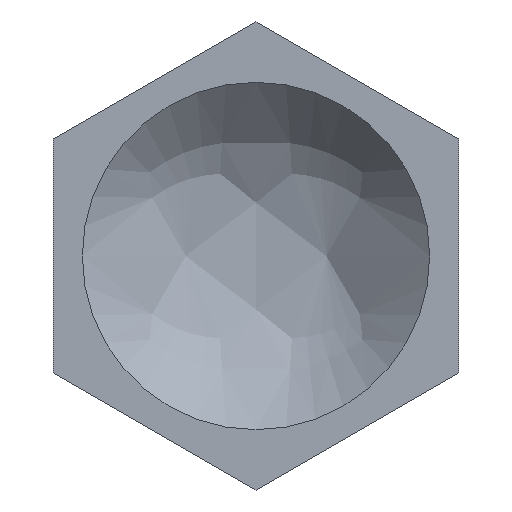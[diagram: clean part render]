
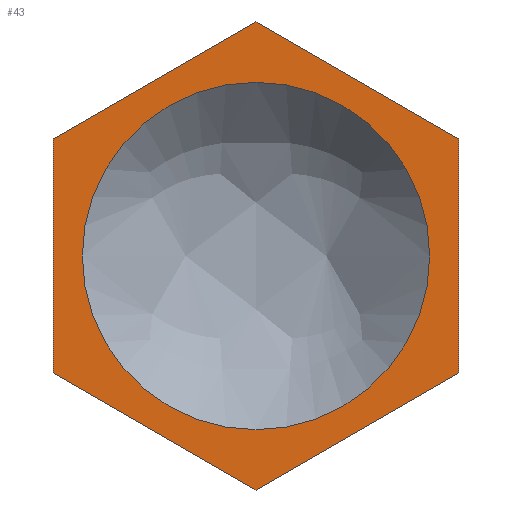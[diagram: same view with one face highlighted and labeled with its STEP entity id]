
A CAD part, front view. The second image highlights one B-rep face of the part: STEP entity #43.
In plain terms, the highlighted planar face has unit normal (0, -1, 0).
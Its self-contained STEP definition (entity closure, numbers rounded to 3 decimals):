
#10 = PLANE ( 'NONE',  #586 ) ;
#13 = CARTESIAN_POINT ( 'NONE',  ( 0., 14.5, 0. ) ) ;
#22 = DIRECTION ( 'NONE',  ( 0., 0., -1. ) ) ;
#25 = VECTOR ( 'NONE', #22, 1000. ) ;
#34 = CARTESIAN_POINT ( 'NONE',  ( 7., 14.5, 4.041 ) ) ;
#36 = CARTESIAN_POINT ( 'NONE',  ( 0., 14.5, 8.083 ) ) ;
#43 = ADVANCED_FACE ( 'NONE', ( #512, #131 ), #10, .F. ) ;
#52 = LINE ( 'NONE', #341, #357 ) ;
#55 = ORIENTED_EDGE ( 'NONE', *, *, #343, .F. ) ;
#63 = CIRCLE ( 'NONE', #498, 6. ) ;
#70 = CARTESIAN_POINT ( 'NONE',  ( 0., 14.5, -8.083 ) ) ;
#75 = EDGE_CURVE ( 'NONE', #91, #132, #637, .T. ) ;
#80 = VECTOR ( 'NONE', #496, 1000. ) ;
#82 = VERTEX_POINT ( 'NONE', #173 ) ;
#83 = VERTEX_POINT ( 'NONE', #107 ) ;
#90 = VECTOR ( 'NONE', #377, 1000. ) ;
#91 = VERTEX_POINT ( 'NONE', #476 ) ;
#92 = CARTESIAN_POINT ( 'NONE',  ( 0., 14.5, 0. ) ) ;
#100 = DIRECTION ( 'NONE',  ( 0., 0., 1. ) ) ;
#107 = CARTESIAN_POINT ( 'NONE',  ( 0., 14.5, -6. ) ) ;
#114 = LINE ( 'NONE', #381, #90 ) ;
#131 = FACE_OUTER_BOUND ( 'NONE', #307, .T. ) ;
#132 = VERTEX_POINT ( 'NONE', #70 ) ;
#143 = LINE ( 'NONE', #442, #80 ) ;
#154 = ORIENTED_EDGE ( 'NONE', *, *, #550, .T. ) ;
#169 = EDGE_CURVE ( 'NONE', #622, #91, #292, .T. ) ;
#171 = CARTESIAN_POINT ( 'NONE',  ( -7., 14.5, -4.041 ) ) ;
#173 = CARTESIAN_POINT ( 'NONE',  ( 7., 14.5, -4.041 ) ) ;
#190 = EDGE_CURVE ( 'NONE', #612, #622, #114, .T. ) ;
#205 = ORIENTED_EDGE ( 'NONE', *, *, #251, .T. ) ;
#212 = VECTOR ( 'NONE', #549, 1000. ) ;
#214 = VERTEX_POINT ( 'NONE', #34 ) ;
#228 = CIRCLE ( 'NONE', #249, 6. ) ;
#233 = CARTESIAN_POINT ( 'NONE',  ( 0., 14.5, 6. ) ) ;
#234 = CARTESIAN_POINT ( 'NONE',  ( -7., 14.5, 4.041 ) ) ;
#242 = DIRECTION ( 'NONE',  ( 0., -1., 0. ) ) ;
#249 = AXIS2_PLACEMENT_3D ( 'NONE', #447, #242, #100 ) ;
#251 = EDGE_CURVE ( 'NONE', #132, #82, #424, .T. ) ;
#262 = DIRECTION ( 'NONE',  ( 0., 0., 1. ) ) ;
#286 = ORIENTED_EDGE ( 'NONE', *, *, #416, .F. ) ;
#289 = DIRECTION ( 'NONE',  ( -0.866, 0., 0.5 ) ) ;
#292 = LINE ( 'NONE', #319, #25 ) ;
#293 = EDGE_LOOP ( 'NONE', ( #286, #55 ) ) ;
#294 = ORIENTED_EDGE ( 'NONE', *, *, #169, .T. ) ;
#307 = EDGE_LOOP ( 'NONE', ( #540, #205, #154, #644, #576, #294 ) ) ;
#319 = CARTESIAN_POINT ( 'NONE',  ( -7., 14.5, 4.041 ) ) ;
#341 = CARTESIAN_POINT ( 'NONE',  ( 7., 14.5, 4.041 ) ) ;
#343 = EDGE_CURVE ( 'NONE', #83, #556, #63, .T. ) ;
#344 = DIRECTION ( 'NONE',  ( 0., -1., 0. ) ) ;
#357 = VECTOR ( 'NONE', #289, 1000. ) ;
#370 = EDGE_CURVE ( 'NONE', #214, #612, #52, .T. ) ;
#372 = DIRECTION ( 'NONE',  ( 0.866, 0., -0.5 ) ) ;
#377 = DIRECTION ( 'NONE',  ( -0.866, 0., -0.5 ) ) ;
#381 = CARTESIAN_POINT ( 'NONE',  ( 0., 14.5, 8.083 ) ) ;
#416 = EDGE_CURVE ( 'NONE', #556, #83, #228, .T. ) ;
#424 = LINE ( 'NONE', #440, #212 ) ;
#440 = CARTESIAN_POINT ( 'NONE',  ( 0., 14.5, -8.083 ) ) ;
#442 = CARTESIAN_POINT ( 'NONE',  ( 7., 14.5, -4.041 ) ) ;
#447 = CARTESIAN_POINT ( 'NONE',  ( 0., 14.5, 0. ) ) ;
#476 = CARTESIAN_POINT ( 'NONE',  ( -7., 14.5, -4.041 ) ) ;
#496 = DIRECTION ( 'NONE',  ( 0., 0., 1. ) ) ;
#498 = AXIS2_PLACEMENT_3D ( 'NONE', #92, #344, #503 ) ;
#503 = DIRECTION ( 'NONE',  ( 0., 0., 1. ) ) ;
#512 = FACE_BOUND ( 'NONE', #293, .T. ) ;
#531 = DIRECTION ( 'NONE',  ( 0., 1., 0. ) ) ;
#540 = ORIENTED_EDGE ( 'NONE', *, *, #75, .T. ) ;
#549 = DIRECTION ( 'NONE',  ( 0.866, 0., 0.5 ) ) ;
#550 = EDGE_CURVE ( 'NONE', #82, #214, #143, .T. ) ;
#556 = VERTEX_POINT ( 'NONE', #233 ) ;
#576 = ORIENTED_EDGE ( 'NONE', *, *, #190, .T. ) ;
#586 = AXIS2_PLACEMENT_3D ( 'NONE', #13, #531, #262 ) ;
#612 = VERTEX_POINT ( 'NONE', #36 ) ;
#622 = VERTEX_POINT ( 'NONE', #234 ) ;
#637 = LINE ( 'NONE', #171, #650 ) ;
#644 = ORIENTED_EDGE ( 'NONE', *, *, #370, .T. ) ;
#650 = VECTOR ( 'NONE', #372, 1000. ) ;
